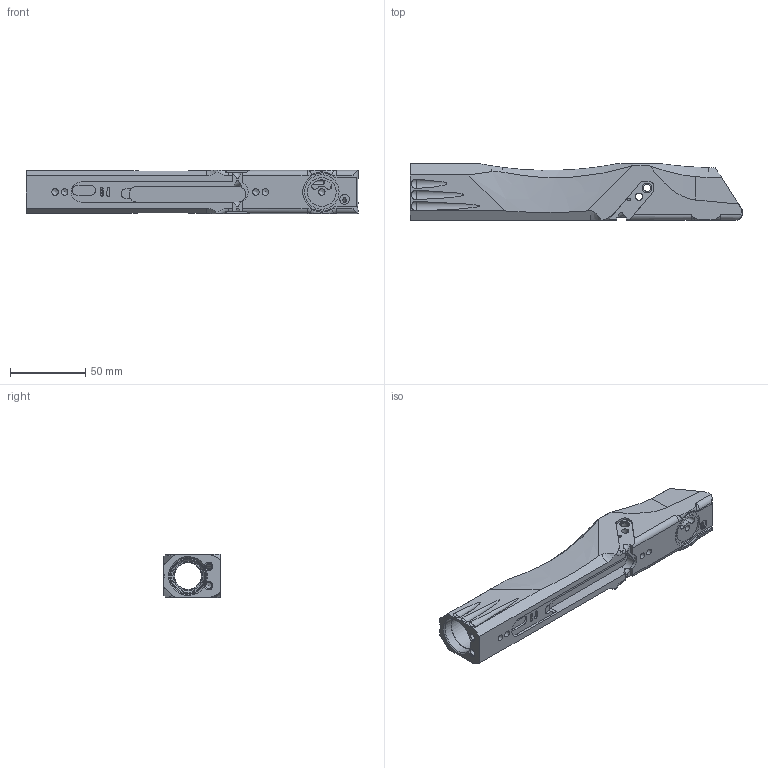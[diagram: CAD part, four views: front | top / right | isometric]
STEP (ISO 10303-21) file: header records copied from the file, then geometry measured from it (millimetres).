
FILE_DESCRIPTION((''),'2;1');
FILE_NAME('quest_body.stp','2014-11-03T11:56:29',('Ydna'),(''),'Autodesk Inventor 2011','Autodesk Inventor 2011','');
FILE_SCHEMA(('AUTOMOTIVE_DESIGN { 1 0 10303 214 1 1 1 1 }'));
Length unit declared in the file: inch
Products named in the file (1): Body
Bounding box: 220.22 x 37.34 x 28.57 mm (x, y, z)
Volume: 96542.2 mm3; surface area: 49354.8 mm2
Topology: 1 solids, 1 shells, 217 faces, 628 edges, 413 vertices
Faces by surface type: plane 80, cylinder 80, cone 33, torus 12, sphere 7, bspline 5
Full cylindrical faces by diameter (mm): 1.778 x5, 2.184 x1, 4.064 x3, 4.242 x1, 4.318 x4, 4.801 x4, 6.375 x2, 6.401 x1, 17.78 x2, 18.72 x1, 19.05 x1, 20.726 x1, 21.969 x1, 22.657 x2, 22.86 x1, 23.851 x1, 24.155 x1, 25.4 x1
Entity records: 7439 total; most frequent: CARTESIAN_POINT 2250, DIRECTION 1057, ORIENTED_EDGE 1032, EDGE_CURVE 516, AXIS2_PLACEMENT_3D 420, VERTEX_POINT 363, EDGE_LOOP 307, VECTOR 217
